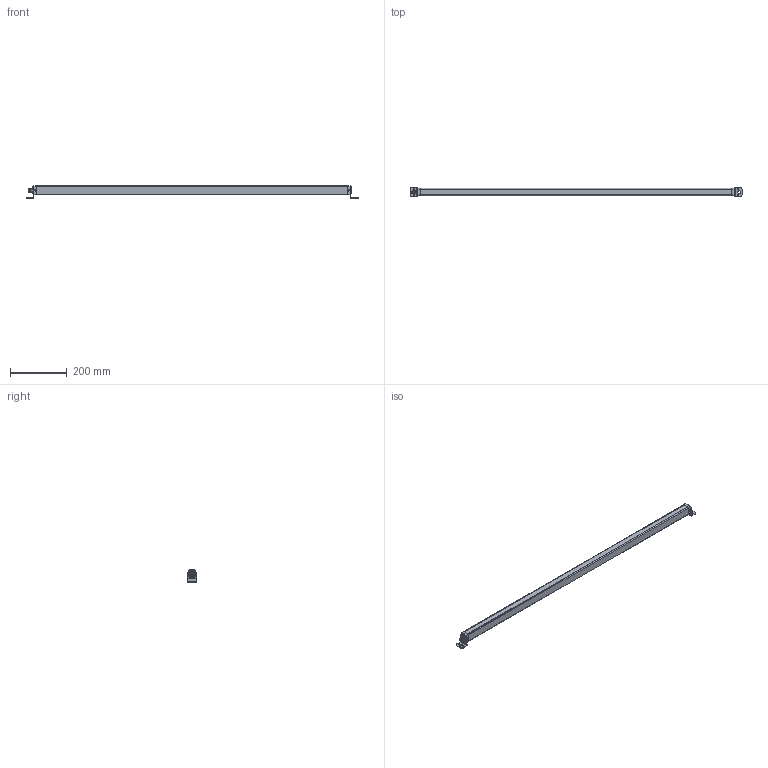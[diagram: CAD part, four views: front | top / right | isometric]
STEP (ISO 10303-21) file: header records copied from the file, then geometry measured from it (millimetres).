
FILE_DESCRIPTION((''),'2;1');
FILE_NAME('244161_SM01_ASM','2024-08-19T08:45:44',('banengservice'),('BANNER ENGINEERING'),'CREO PARAMETRIC BY PTC INC, 2022414','CREO PARAMETRIC BY PTC INC, 2022414','');
FILE_SCHEMA(('CONFIG_CONTROL_DESIGN'));
Length unit declared in the file: millimetre
Products named in the file (2): 244161_EP01; 244161_SM01_ASM
Assembly tree (1 placements, depth 2):
  244161_SM01_ASM
    244161_EP01
Bounding box: 1168.3 x 31.75 x 42.57 mm (x, y, z)
Volume: 884411.4 mm3; surface area: 138194 mm2
Topology: 9 solids, 9 shells, 940 faces, 2415 edges, 1466 vertices
Faces by surface type: cylinder 386, plane 301, cone 96, torus 70, sphere 56, bspline 31
Entity records: 41814 total; most frequent: CARTESIAN_POINT 18798, DIRECTION 5037, ORIENTED_EDGE 4734, EDGE_CURVE 2367, AXIS2_PLACEMENT_3D 1977, VERTEX_POINT 1466, VECTOR 1083, LINE 1083
